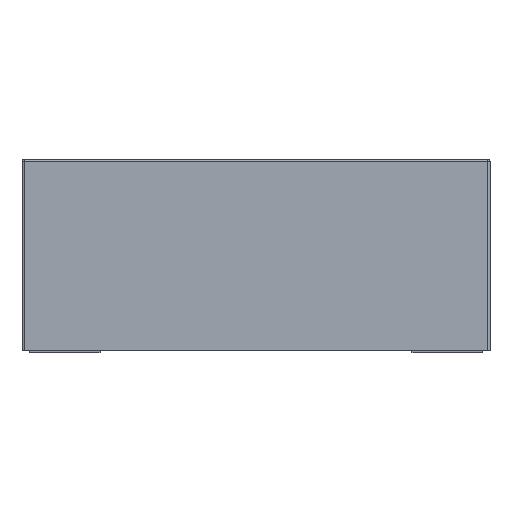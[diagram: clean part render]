
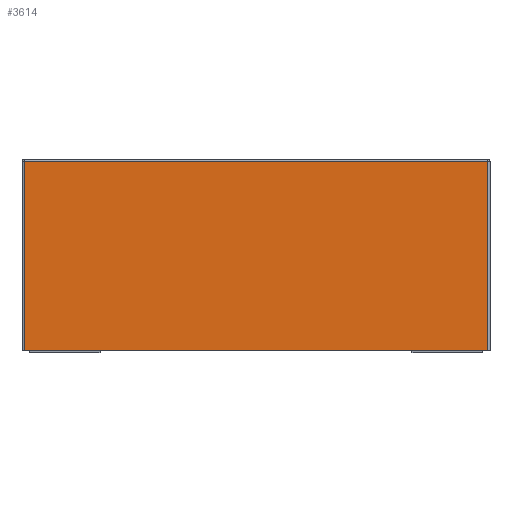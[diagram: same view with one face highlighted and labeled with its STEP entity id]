
A CAD part, front view. The second image highlights one B-rep face of the part: STEP entity #3614.
In plain terms, the highlighted planar face has unit normal (0, -1, 0).
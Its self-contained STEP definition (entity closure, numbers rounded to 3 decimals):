
#88 = VECTOR ( 'NONE', #2730, 1000. ) ;
#112 = LINE ( 'NONE', #1046, #1027 ) ;
#165 = CARTESIAN_POINT ( 'NONE',  ( -3., -7.6, 2.425 ) ) ;
#212 = CARTESIAN_POINT ( 'NONE',  ( -2.97, -7.6, 2.425 ) ) ;
#409 = CARTESIAN_POINT ( 'NONE',  ( -3., -7.6, 0. ) ) ;
#1027 = VECTOR ( 'NONE', #5224, 1000. ) ;
#1046 = CARTESIAN_POINT ( 'NONE',  ( 2.97, -7.6, 2.455 ) ) ;
#2232 = VERTEX_POINT ( 'NONE', #5541 ) ;
#2328 = EDGE_CURVE ( 'NONE', #2510, #2232, #112, .T. ) ;
#2397 = EDGE_CURVE ( 'NONE', #6241, #2510, #5329, .T. ) ;
#2460 = DIRECTION ( 'NONE',  ( 1., 0., 0. ) ) ;
#2510 = VERTEX_POINT ( 'NONE', #5043 ) ;
#2561 = CARTESIAN_POINT ( 'NONE',  ( -3., -7.6, 2.455 ) ) ;
#2730 = DIRECTION ( 'NONE',  ( -1., 0., 0. ) ) ;
#2970 = PLANE ( 'NONE',  #4843 ) ;
#3319 = ORIENTED_EDGE ( 'NONE', *, *, #2397, .T. ) ;
#3354 = VERTEX_POINT ( 'NONE', #212 ) ;
#3512 = FACE_OUTER_BOUND ( 'NONE', #3778, .T. ) ;
#3614 = ADVANCED_FACE ( 'NONE', ( #3512 ), #2970, .F. ) ;
#3720 = EDGE_CURVE ( 'NONE', #2232, #3354, #5241, .T. ) ;
#3778 = EDGE_LOOP ( 'NONE', ( #3319, #6230, #6638, #5971 ) ) ;
#3884 = EDGE_CURVE ( 'NONE', #3354, #6241, #6147, .T. ) ;
#3993 = CARTESIAN_POINT ( 'NONE',  ( -2.97, -7.6, 2.455 ) ) ;
#4002 = DIRECTION ( 'NONE',  ( 0., 0., 1. ) ) ;
#4520 = DIRECTION ( 'NONE',  ( 0., 0., -1. ) ) ;
#4666 = DIRECTION ( 'NONE',  ( 0., 1., 0. ) ) ;
#4843 = AXIS2_PLACEMENT_3D ( 'NONE', #2561, #4666, #4002 ) ;
#5043 = CARTESIAN_POINT ( 'NONE',  ( 2.97, -7.6, 0. ) ) ;
#5224 = DIRECTION ( 'NONE',  ( 0., 0., 1. ) ) ;
#5241 = LINE ( 'NONE', #165, #88 ) ;
#5329 = LINE ( 'NONE', #409, #6337 ) ;
#5541 = CARTESIAN_POINT ( 'NONE',  ( 2.97, -7.6, 2.425 ) ) ;
#5936 = CARTESIAN_POINT ( 'NONE',  ( -2.97, -7.6, 0. ) ) ;
#5971 = ORIENTED_EDGE ( 'NONE', *, *, #3884, .T. ) ;
#6147 = LINE ( 'NONE', #3993, #6603 ) ;
#6230 = ORIENTED_EDGE ( 'NONE', *, *, #2328, .T. ) ;
#6241 = VERTEX_POINT ( 'NONE', #5936 ) ;
#6337 = VECTOR ( 'NONE', #2460, 1000. ) ;
#6603 = VECTOR ( 'NONE', #4520, 1000. ) ;
#6638 = ORIENTED_EDGE ( 'NONE', *, *, #3720, .T. ) ;
